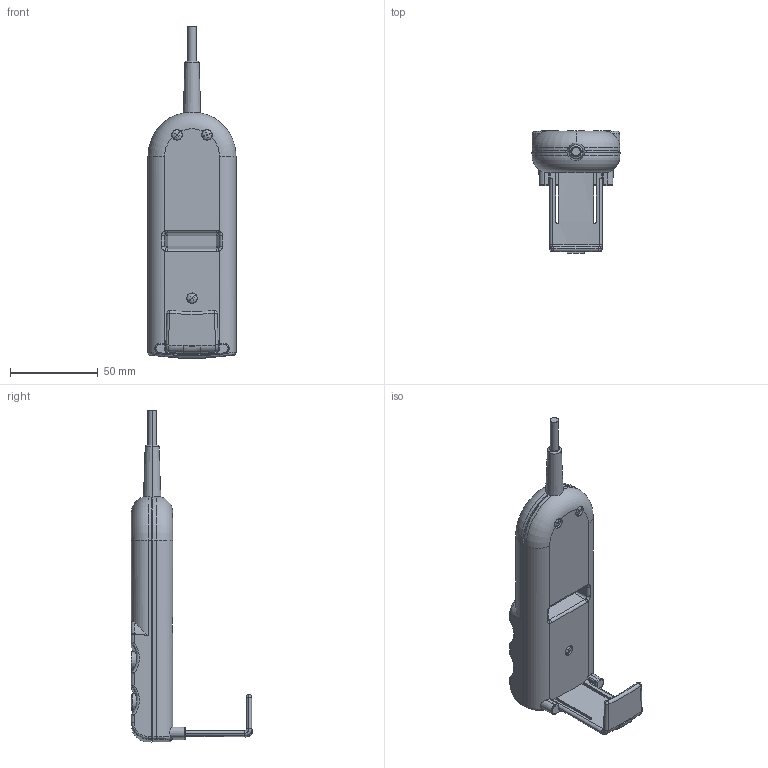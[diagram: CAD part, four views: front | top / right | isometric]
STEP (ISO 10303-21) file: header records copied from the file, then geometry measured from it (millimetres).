
FILE_DESCRIPTION (( 'STEP AP203' ), '1' );
FILE_NAME ('Classic 6 Knopf.STEP', '2013-06-18T10:19:25', ( 'admin' ), ( 'Hewlett-Packard Company' ), 'SwSTEP 2.0', 'SolidWorks 2012', '' );
FILE_SCHEMA (( 'CONFIG_CONTROL_DESIGN' ));
Length unit declared in the file: millimetre
Products named in the file (1): Classic 6 Knopf
Bounding box: 50.03 x 69.35 x 188.75 mm (x, y, z)
Volume: 148003 mm3; surface area: 28058.3 mm2
Topology: 1 solids, 1 shells, 271 faces, 708 edges, 437 vertices
Faces by surface type: plane 79, cone 52, cylinder 42, bspline 41, torus 39, sphere 18
Entity records: 10903 total; most frequent: CARTESIAN_POINT 4664, ORIENTED_EDGE 1392, DIRECTION 1195, EDGE_CURVE 696, AXIS2_PLACEMENT_3D 480, VERTEX_POINT 435, EDGE_LOOP 283, ADVANCED_FACE 271
